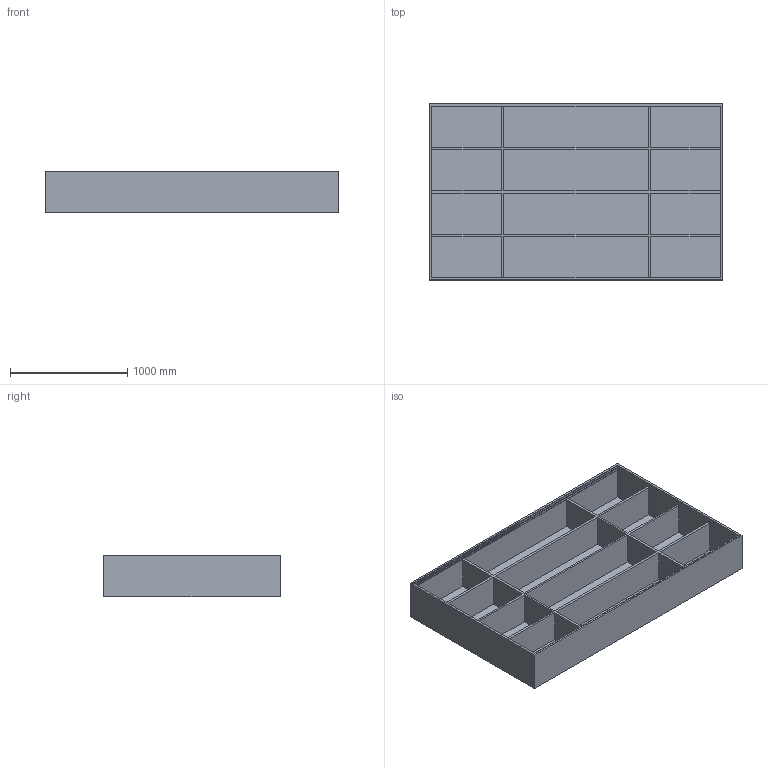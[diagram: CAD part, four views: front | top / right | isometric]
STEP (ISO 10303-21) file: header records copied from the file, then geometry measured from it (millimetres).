
FILE_DESCRIPTION (( 'STEP AP203' ), '1' );
FILE_NAME ('Bookcase.STEP', '2020-01-30T15:45:20', ( '' ), ( '' ), 'SwSTEP 2.0', 'SolidWorks 2018', '' );
FILE_SCHEMA (( 'CONFIG_CONTROL_DESIGN' ));
Length unit declared in the file: millimetre
Products named in the file (3): Bookcase.ipt; Bookcase.iam; Bookcase
Assembly tree (2 placements, depth 3):
  Bookcase
    Bookcase.iam
      Bookcase.ipt
Bounding box: 2500 x 1500 x 350 mm (x, y, z)
Volume: 183296000 mm3; surface area: 18564000 mm2
Topology: 1 solids, 1 shells, 75 faces, 204 edges, 136 vertices
Faces by surface type: plane 75
Entity records: 2627 total; most frequent: CARTESIAN_POINT 421, ORIENTED_EDGE 408, DIRECTION 366, EDGE_CURVE 204, VECTOR 204, LINE 204, VERTEX_POINT 136, AXIS2_PLACEMENT_3D 81
